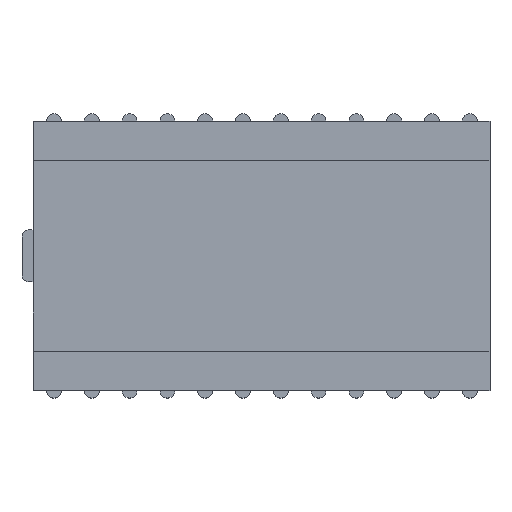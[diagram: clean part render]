
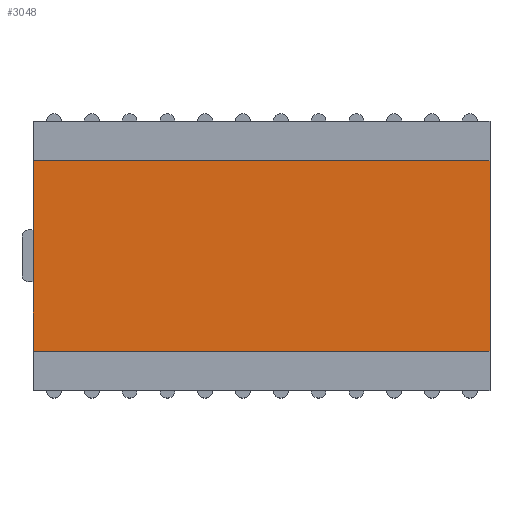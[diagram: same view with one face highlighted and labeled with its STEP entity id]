
A CAD part, top view. The second image highlights one B-rep face of the part: STEP entity #3048.
In plain terms, the highlighted planar face has unit normal (0, 0, 1).
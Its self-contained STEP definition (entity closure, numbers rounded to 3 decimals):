
#2734 = VERTEX_POINT('',#2735);
#2735 = CARTESIAN_POINT('',(-15.35,-6.4,2.2));
#2742 = PLANE('',#2743);
#2743 = AXIS2_PLACEMENT_3D('',#2744,#2745,#2746);
#2744 = CARTESIAN_POINT('',(-15.35,-6.4,1.1));
#2745 = DIRECTION('',(0.,1.,0.));
#2746 = DIRECTION('',(1.,0.,0.));
#2754 = PLANE('',#2755);
#2755 = AXIS2_PLACEMENT_3D('',#2756,#2757,#2758);
#2756 = CARTESIAN_POINT('',(-15.35,6.4,1.1));
#2757 = DIRECTION('',(1.,0.,0.));
#2758 = DIRECTION('',(0.,-1.,0.));
#2766 = EDGE_CURVE('',#2734,#2767,#2769,.T.);
#2767 = VERTEX_POINT('',#2768);
#2768 = CARTESIAN_POINT('',(15.35,-6.4,2.2));
#2769 = SURFACE_CURVE('',#2770,(#2774,#2781),.PCURVE_S1.);
#2770 = LINE('',#2771,#2772);
#2771 = CARTESIAN_POINT('',(-15.35,-6.4,2.2));
#2772 = VECTOR('',#2773,1.);
#2773 = DIRECTION('',(1.,0.,0.));
#2774 = PCURVE('',#2742,#2775);
#2775 = DEFINITIONAL_REPRESENTATION('',(#2776),#2780);
#2776 = LINE('',#2777,#2778);
#2777 = CARTESIAN_POINT('',(0.,-1.1));
#2778 = VECTOR('',#2779,1.);
#2779 = DIRECTION('',(1.,0.));
#2780 = ( GEOMETRIC_REPRESENTATION_CONTEXT(2) 
PARAMETRIC_REPRESENTATION_CONTEXT() REPRESENTATION_CONTEXT('2D SPACE',''
  ) );
#2781 = PCURVE('',#2782,#2787);
#2782 = PLANE('',#2783);
#2783 = AXIS2_PLACEMENT_3D('',#2784,#2785,#2786);
#2784 = CARTESIAN_POINT('',(0.,0.,2.2));
#2785 = DIRECTION('',(0.,0.,1.));
#2786 = DIRECTION('',(1.,0.,0.));
#2787 = DEFINITIONAL_REPRESENTATION('',(#2788),#2792);
#2788 = LINE('',#2789,#2790);
#2789 = CARTESIAN_POINT('',(-15.35,-6.4));
#2790 = VECTOR('',#2791,1.);
#2791 = DIRECTION('',(1.,0.));
#2792 = ( GEOMETRIC_REPRESENTATION_CONTEXT(2) 
PARAMETRIC_REPRESENTATION_CONTEXT() REPRESENTATION_CONTEXT('2D SPACE',''
  ) );
#2810 = PLANE('',#2811);
#2811 = AXIS2_PLACEMENT_3D('',#2812,#2813,#2814);
#2812 = CARTESIAN_POINT('',(15.35,-6.4,1.1));
#2813 = DIRECTION('',(-1.,0.,0.));
#2814 = DIRECTION('',(0.,1.,0.));
#2852 = EDGE_CURVE('',#2767,#2853,#2855,.T.);
#2853 = VERTEX_POINT('',#2854);
#2854 = CARTESIAN_POINT('',(15.35,6.4,2.2));
#2855 = SURFACE_CURVE('',#2856,(#2860,#2867),.PCURVE_S1.);
#2856 = LINE('',#2857,#2858);
#2857 = CARTESIAN_POINT('',(15.35,-6.4,2.2));
#2858 = VECTOR('',#2859,1.);
#2859 = DIRECTION('',(0.,1.,0.));
#2860 = PCURVE('',#2810,#2861);
#2861 = DEFINITIONAL_REPRESENTATION('',(#2862),#2866);
#2862 = LINE('',#2863,#2864);
#2863 = CARTESIAN_POINT('',(0.,-1.1));
#2864 = VECTOR('',#2865,1.);
#2865 = DIRECTION('',(1.,0.));
#2866 = ( GEOMETRIC_REPRESENTATION_CONTEXT(2) 
PARAMETRIC_REPRESENTATION_CONTEXT() REPRESENTATION_CONTEXT('2D SPACE',''
  ) );
#2867 = PCURVE('',#2782,#2868);
#2868 = DEFINITIONAL_REPRESENTATION('',(#2869),#2873);
#2869 = LINE('',#2870,#2871);
#2870 = CARTESIAN_POINT('',(15.35,-6.4));
#2871 = VECTOR('',#2872,1.);
#2872 = DIRECTION('',(0.,1.));
#2873 = ( GEOMETRIC_REPRESENTATION_CONTEXT(2) 
PARAMETRIC_REPRESENTATION_CONTEXT() REPRESENTATION_CONTEXT('2D SPACE',''
  ) );
#2891 = PLANE('',#2892);
#2892 = AXIS2_PLACEMENT_3D('',#2893,#2894,#2895);
#2893 = CARTESIAN_POINT('',(15.35,6.4,1.1));
#2894 = DIRECTION('',(0.,-1.,0.));
#2895 = DIRECTION('',(-1.,0.,0.));
#2928 = EDGE_CURVE('',#2853,#2929,#2931,.T.);
#2929 = VERTEX_POINT('',#2930);
#2930 = CARTESIAN_POINT('',(-15.35,6.4,2.2));
#2931 = SURFACE_CURVE('',#2932,(#2936,#2943),.PCURVE_S1.);
#2932 = LINE('',#2933,#2934);
#2933 = CARTESIAN_POINT('',(15.35,6.4,2.2));
#2934 = VECTOR('',#2935,1.);
#2935 = DIRECTION('',(-1.,0.,0.));
#2936 = PCURVE('',#2891,#2937);
#2937 = DEFINITIONAL_REPRESENTATION('',(#2938),#2942);
#2938 = LINE('',#2939,#2940);
#2939 = CARTESIAN_POINT('',(0.,-1.1));
#2940 = VECTOR('',#2941,1.);
#2941 = DIRECTION('',(1.,0.));
#2942 = ( GEOMETRIC_REPRESENTATION_CONTEXT(2) 
PARAMETRIC_REPRESENTATION_CONTEXT() REPRESENTATION_CONTEXT('2D SPACE',''
  ) );
#2943 = PCURVE('',#2782,#2944);
#2944 = DEFINITIONAL_REPRESENTATION('',(#2945),#2949);
#2945 = LINE('',#2946,#2947);
#2946 = CARTESIAN_POINT('',(15.35,6.4));
#2947 = VECTOR('',#2948,1.);
#2948 = DIRECTION('',(-1.,0.));
#2949 = ( GEOMETRIC_REPRESENTATION_CONTEXT(2) 
PARAMETRIC_REPRESENTATION_CONTEXT() REPRESENTATION_CONTEXT('2D SPACE',''
  ) );
#2999 = EDGE_CURVE('',#2929,#2734,#3000,.T.);
#3000 = SURFACE_CURVE('',#3001,(#3005,#3012),.PCURVE_S1.);
#3001 = LINE('',#3002,#3003);
#3002 = CARTESIAN_POINT('',(-15.35,6.4,2.2));
#3003 = VECTOR('',#3004,1.);
#3004 = DIRECTION('',(0.,-1.,0.));
#3005 = PCURVE('',#2754,#3006);
#3006 = DEFINITIONAL_REPRESENTATION('',(#3007),#3011);
#3007 = LINE('',#3008,#3009);
#3008 = CARTESIAN_POINT('',(0.,-1.1));
#3009 = VECTOR('',#3010,1.);
#3010 = DIRECTION('',(1.,0.));
#3011 = ( GEOMETRIC_REPRESENTATION_CONTEXT(2) 
PARAMETRIC_REPRESENTATION_CONTEXT() REPRESENTATION_CONTEXT('2D SPACE',''
  ) );
#3012 = PCURVE('',#2782,#3013);
#3013 = DEFINITIONAL_REPRESENTATION('',(#3014),#3018);
#3014 = LINE('',#3015,#3016);
#3015 = CARTESIAN_POINT('',(-15.35,6.4));
#3016 = VECTOR('',#3017,1.);
#3017 = DIRECTION('',(0.,-1.));
#3018 = ( GEOMETRIC_REPRESENTATION_CONTEXT(2) 
PARAMETRIC_REPRESENTATION_CONTEXT() REPRESENTATION_CONTEXT('2D SPACE',''
  ) );
#3048 = ADVANCED_FACE('',(#3049),#2782,.T.);
#3049 = FACE_BOUND('',#3050,.T.);
#3050 = EDGE_LOOP('',(#3051,#3052,#3053,#3054));
#3051 = ORIENTED_EDGE('',*,*,#2766,.T.);
#3052 = ORIENTED_EDGE('',*,*,#2852,.T.);
#3053 = ORIENTED_EDGE('',*,*,#2928,.T.);
#3054 = ORIENTED_EDGE('',*,*,#2999,.T.);
